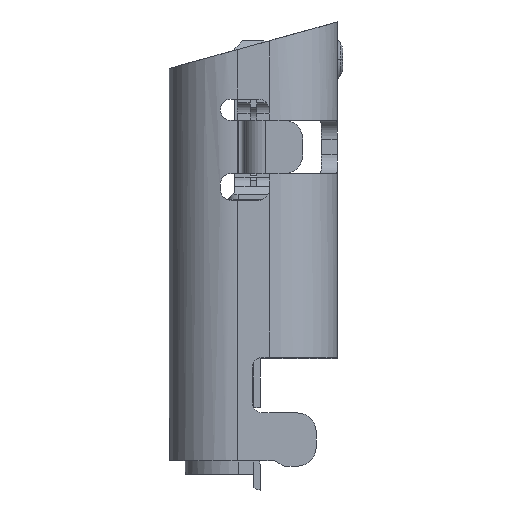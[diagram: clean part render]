
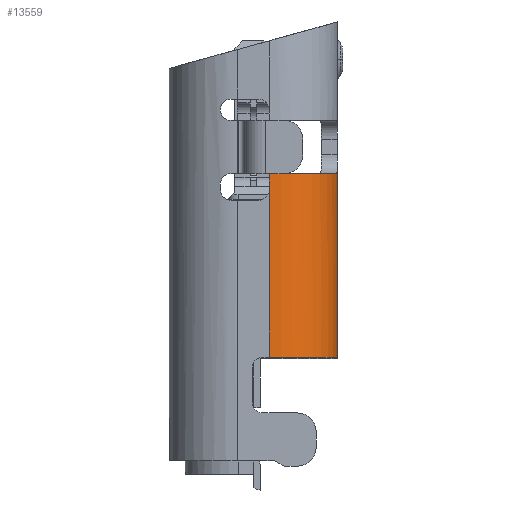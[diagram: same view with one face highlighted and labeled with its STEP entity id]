
A CAD part, left-side view. The second image highlights one B-rep face of the part: STEP entity #13559.
In plain terms, the highlighted cylindrical face has radius 1.28 mm (diameter 2.56 mm), a partial arc.
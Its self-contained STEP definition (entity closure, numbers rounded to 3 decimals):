
#174 = LINE ( 'NONE', #29638, #23834 ) ;
#2952 = CARTESIAN_POINT ( 'NONE',  ( -3.47, 3.938, -3.129 ) ) ;
#2964 = DIRECTION ( 'NONE',  ( 0., 1., 0. ) ) ;
#3657 = EDGE_CURVE ( 'NONE', #26788, #27939, #4615, .T. ) ;
#4615 = B_SPLINE_CURVE_WITH_KNOTS ( 'NONE', 3,
 ( #29624, #11741, #20670, #2952 ),
 .UNSPECIFIED., .F., .F.,
 ( 4, 4 ),
 ( 0., 0. ),
 .UNSPECIFIED. ) ;
#5154 = DIRECTION ( 'NONE',  ( -1., 0., 0. ) ) ;
#6369 = EDGE_CURVE ( 'NONE', #23959, #33222, #174, .T. ) ;
#8252 = DIRECTION ( 'NONE',  ( 0., -1., 0. ) ) ;
#10062 = VERTEX_POINT ( 'NONE', #32704 ) ;
#10523 = DIRECTION ( 'NONE',  ( 0., -1., 0. ) ) ;
#10785 = EDGE_CURVE ( 'NONE', #33222, #10062, #51872, .T. ) ;
#11561 = AXIS2_PLACEMENT_3D ( 'NONE', #34973, #8252, #39464 ) ;
#11741 = CARTESIAN_POINT ( 'NONE',  ( -3.256, 3.886, -3.16 ) ) ;
#12578 = CYLINDRICAL_SURFACE ( 'NONE', #42913, 1.28 ) ;
#13408 = CARTESIAN_POINT ( 'NONE',  ( -4.47, 4.238, -1.88 ) ) ;
#13559 = ADVANCED_FACE ( 'NONE', ( #49554 ), #12578, .T. ) ;
#14232 = CARTESIAN_POINT ( 'NONE',  ( -3.47, 3.938, -3.129 ) ) ;
#14473 = EDGE_CURVE ( 'NONE', #10062, #40097, #57699, .T. ) ;
#19126 = EDGE_CURVE ( 'NONE', #26788, #40097, #34757, .T. ) ;
#20670 = CARTESIAN_POINT ( 'NONE',  ( -3.363, 3.938, -3.153 ) ) ;
#21521 = ORIENTED_EDGE ( 'NONE', *, *, #10785, .T. ) ;
#22148 = ORIENTED_EDGE ( 'NONE', *, *, #38822, .F. ) ;
#22835 = CARTESIAN_POINT ( 'NONE',  ( -3.19, 3.798, -3.16 ) ) ;
#23834 = VECTOR ( 'NONE', #2964, 1000. ) ;
#23959 = VERTEX_POINT ( 'NONE', #40285 ) ;
#24030 = CARTESIAN_POINT ( 'NONE',  ( -4.47, 0., -1.88 ) ) ;
#24232 = DIRECTION ( 'NONE',  ( 0., 1., 0. ) ) ;
#25450 = DIRECTION ( 'NONE',  ( 0., 1., 0. ) ) ;
#26479 = ORIENTED_EDGE ( 'NONE', *, *, #14473, .T. ) ;
#26788 = VERTEX_POINT ( 'NONE', #22835 ) ;
#27628 = CIRCLE ( 'NONE', #30661, 1.28 ) ;
#27939 = VERTEX_POINT ( 'NONE', #14232 ) ;
#28144 = ORIENTED_EDGE ( 'NONE', *, *, #3657, .T. ) ;
#29624 = CARTESIAN_POINT ( 'NONE',  ( -3.19, 3.798, -3.16 ) ) ;
#29638 = CARTESIAN_POINT ( 'NONE',  ( -4.47, 3.938, -1.88 ) ) ;
#30661 = AXIS2_PLACEMENT_3D ( 'NONE', #37270, #10523, #41763 ) ;
#32704 = CARTESIAN_POINT ( 'NONE',  ( -4.47, 7.388, -1.88 ) ) ;
#33222 = VERTEX_POINT ( 'NONE', #13408 ) ;
#34267 = EDGE_LOOP ( 'NONE', ( #22148, #49632, #21521, #26479, #35897, #28144 ) ) ;
#34421 = CARTESIAN_POINT ( 'NONE',  ( -3.19, 0., -3.16 ) ) ;
#34757 = LINE ( 'NONE', #34421, #43826 ) ;
#34973 = CARTESIAN_POINT ( 'NONE',  ( -3.19, 7.388, -1.88 ) ) ;
#35897 = ORIENTED_EDGE ( 'NONE', *, *, #19126, .F. ) ;
#36425 = CARTESIAN_POINT ( 'NONE',  ( -3.19, -3.231, -1.88 ) ) ;
#37270 = CARTESIAN_POINT ( 'NONE',  ( -3.19, 3.938, -1.88 ) ) ;
#38822 = EDGE_CURVE ( 'NONE', #23959, #27939, #27628, .T. ) ;
#39264 = CARTESIAN_POINT ( 'NONE',  ( -3.19, 7.388, -3.16 ) ) ;
#39464 = DIRECTION ( 'NONE',  ( 1., 0., 0. ) ) ;
#40097 = VERTEX_POINT ( 'NONE', #39264 ) ;
#40285 = CARTESIAN_POINT ( 'NONE',  ( -4.47, 3.938, -1.88 ) ) ;
#41763 = DIRECTION ( 'NONE',  ( 1., 0., 0. ) ) ;
#42913 = AXIS2_PLACEMENT_3D ( 'NONE', #36425, #49819, #5154 ) ;
#43826 = VECTOR ( 'NONE', #25450, 1000. ) ;
#49104 = VECTOR ( 'NONE', #24232, 1000. ) ;
#49554 = FACE_OUTER_BOUND ( 'NONE', #34267, .T. ) ;
#49632 = ORIENTED_EDGE ( 'NONE', *, *, #6369, .T. ) ;
#49819 = DIRECTION ( 'NONE',  ( 0., 1., 0. ) ) ;
#51872 = LINE ( 'NONE', #24030, #49104 ) ;
#57699 = CIRCLE ( 'NONE', #11561, 1.28 ) ;
